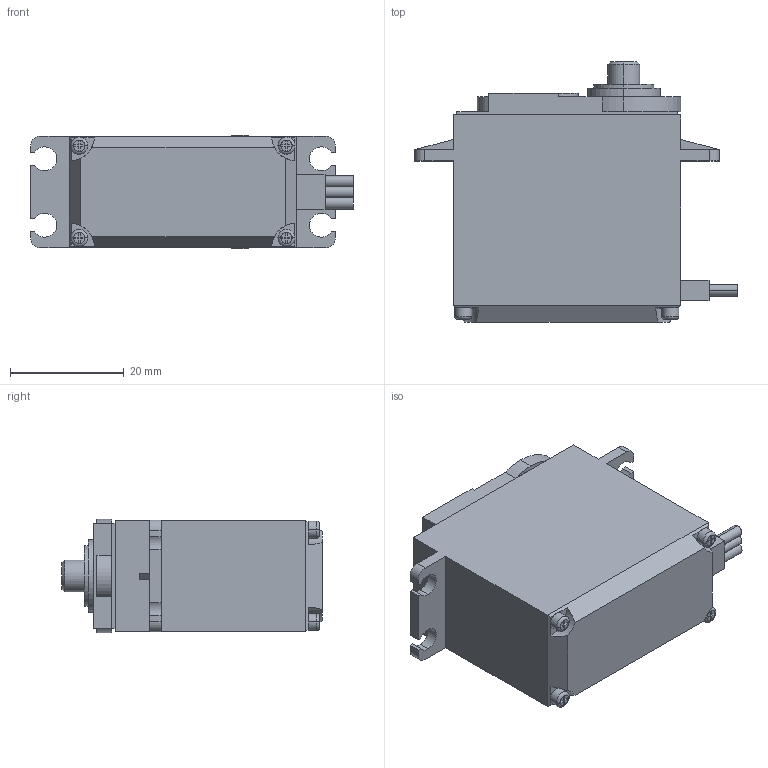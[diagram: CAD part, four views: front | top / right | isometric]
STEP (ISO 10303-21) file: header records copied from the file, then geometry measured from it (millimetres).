
FILE_DESCRIPTION (( 'STEP AP203' ), '1' );
FILE_NAME ('MG995Servo.STEP', '2022-06-28T18:56:18', ( '' ), ( '' ), 'SwSTEP 2.0', 'SolidWorks 2013', '' );
FILE_SCHEMA (( 'CONFIG_CONTROL_DESIGN' ));
Length unit declared in the file: millimetre
Products named in the file (1): MG995Servo
Bounding box: 56.85 x 45.9 x 20 mm (x, y, z)
Volume: 31376 mm3; surface area: 7211.7 mm2
Topology: 1 solids, 1 shells, 197 faces, 513 edges, 329 vertices
Faces by surface type: plane 141, cylinder 46, torus 8, cone 2
Entity records: 6063 total; most frequent: CARTESIAN_POINT 1064, DIRECTION 1032, ORIENTED_EDGE 1026, EDGE_CURVE 513, LINE 374, VECTOR 374, VERTEX_POINT 329, AXIS2_PLACEMENT_3D 329
